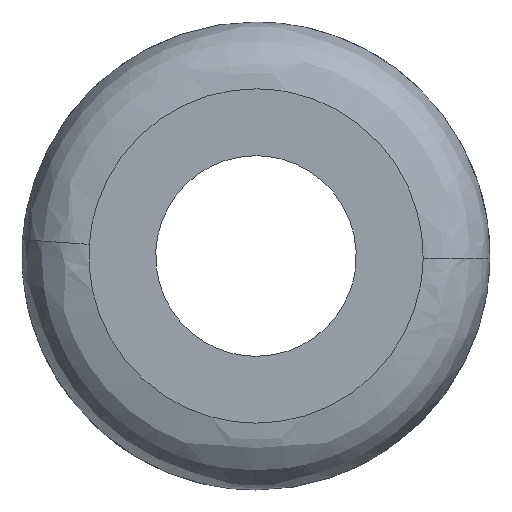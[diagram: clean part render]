
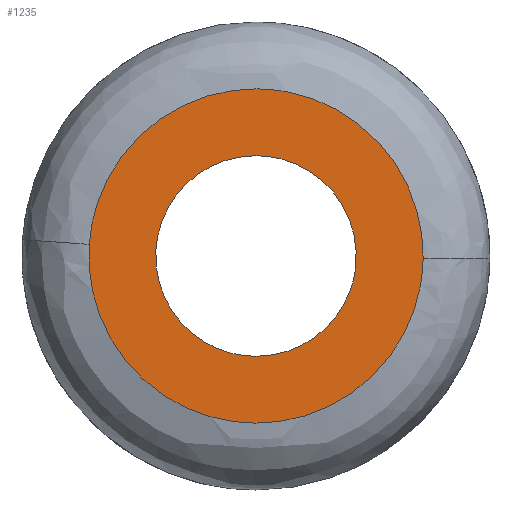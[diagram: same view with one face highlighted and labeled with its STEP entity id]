
A CAD part, front view. The second image highlights one B-rep face of the part: STEP entity #1235.
In plain terms, the highlighted free-form (B-spline) face has degree [1, 1] with [2, 2] control points.
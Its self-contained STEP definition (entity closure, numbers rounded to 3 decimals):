
#707=CARTESIAN_POINT('',(1.49,0.,-0.177));
#708=VERTEX_POINT('',#707);
#714=CARTESIAN_POINT('',(0.0,0.,1.5));
#715=VERTEX_POINT('',#714);
#716=CARTESIAN_POINT('',(1.49,0.,-0.177));
#717=CARTESIAN_POINT('',(1.5,0.,-0.089));
#718=CARTESIAN_POINT('',(1.5,0.,0.));
#719=CARTESIAN_POINT('',(1.5,0.,1.5));
#720=CARTESIAN_POINT('',(0.0,0.,1.5));
#728=(BOUNDED_CURVE()B_SPLINE_CURVE(2,(#716,#717,#718,#719,#720),.UNSPECIFIED.,.F.,.U.)B_SPLINE_CURVE_WITH_KNOTS((3,2,3),(0.23,0.25,0.5),.UNSPECIFIED.)CURVE()GEOMETRIC_REPRESENTATION_ITEM()RATIONAL_B_SPLINE_CURVE((0.956,0.976,1.0,0.707,1.0))REPRESENTATION_ITEM(''));
#729=EDGE_CURVE('',#708,#715,#728,.T.);
#731=CARTESIAN_POINT('',(-1.497,0.,0.092));
#732=VERTEX_POINT('',#731);
#733=CARTESIAN_POINT('',(0.0,0.,1.5));
#734=CARTESIAN_POINT('',(-1.411,0.,1.5));
#735=CARTESIAN_POINT('',(-1.497,0.,0.092));
#743=(BOUNDED_CURVE()B_SPLINE_CURVE(2,(#733,#734,#735),.UNSPECIFIED.,.F.,.U.)B_SPLINE_CURVE_WITH_KNOTS((3,3),(0.5,0.739),.UNSPECIFIED.)CURVE()GEOMETRIC_REPRESENTATION_ITEM()RATIONAL_B_SPLINE_CURVE((1.0,0.72,0.976))REPRESENTATION_ITEM(''));
#744=EDGE_CURVE('',#715,#732,#743,.T.);
#818=CARTESIAN_POINT('',(0.0,0.,-1.5));
#819=VERTEX_POINT('',#818);
#820=CARTESIAN_POINT('',(-1.497,0.,0.092));
#821=CARTESIAN_POINT('',(-1.5,0.,0.046));
#822=CARTESIAN_POINT('',(-1.5,0.,0.));
#823=CARTESIAN_POINT('',(-1.5,0.,-1.5));
#824=CARTESIAN_POINT('',(0.0,0.,-1.5));
#832=(BOUNDED_CURVE()B_SPLINE_CURVE(2,(#820,#821,#822,#823,#824),.UNSPECIFIED.,.F.,.U.)B_SPLINE_CURVE_WITH_KNOTS((3,2,3),(0.739,0.75,1.0),.UNSPECIFIED.)CURVE()GEOMETRIC_REPRESENTATION_ITEM()RATIONAL_B_SPLINE_CURVE((0.976,0.988,1.0,0.707,1.0))REPRESENTATION_ITEM(''));
#833=EDGE_CURVE('',#732,#819,#832,.T.);
#835=CARTESIAN_POINT('',(0.0,0.,-1.5));
#836=CARTESIAN_POINT('',(1.332,0.,-1.5));
#837=CARTESIAN_POINT('',(1.49,0.,-0.177));
#845=(BOUNDED_CURVE()B_SPLINE_CURVE(2,(#835,#836,#837),.UNSPECIFIED.,.F.,.U.)B_SPLINE_CURVE_WITH_KNOTS((3,3),(0.0,0.23),.UNSPECIFIED.)CURVE()GEOMETRIC_REPRESENTATION_ITEM()RATIONAL_B_SPLINE_CURVE((1.0,0.731,0.956))REPRESENTATION_ITEM(''));
#846=EDGE_CURVE('',#819,#708,#845,.T.);
#1041=CARTESIAN_POINT('',(2.5,0.,-0.031));
#1042=VERTEX_POINT('',#1041);
#1056=CARTESIAN_POINT('',(0.0,0.,-2.5));
#1057=VERTEX_POINT('',#1056);
#1058=CARTESIAN_POINT('',(0.0,0.,-2.5));
#1059=CARTESIAN_POINT('',(2.469,0.,-2.5));
#1060=CARTESIAN_POINT('',(2.5,0.,-0.031));
#1068=(BOUNDED_CURVE()B_SPLINE_CURVE(2,(#1058,#1059,#1060),.UNSPECIFIED.,.F.,.U.)B_SPLINE_CURVE_WITH_KNOTS((3,3),(0.0,0.248),.UNSPECIFIED.)CURVE()GEOMETRIC_REPRESENTATION_ITEM()RATIONAL_B_SPLINE_CURVE((1.0,0.71,0.995))REPRESENTATION_ITEM(''));
#1069=EDGE_CURVE('',#1057,#1042,#1068,.T.);
#1071=CARTESIAN_POINT('',(-2.494,0.,0.174));
#1072=VERTEX_POINT('',#1071);
#1073=CARTESIAN_POINT('',(-2.494,0.,0.174));
#1074=CARTESIAN_POINT('',(-2.5,0.,0.087));
#1075=CARTESIAN_POINT('',(-2.5,0.,0.));
#1076=CARTESIAN_POINT('',(-2.5,0.,-2.5));
#1077=CARTESIAN_POINT('',(0.0,0.,-2.5));
#1085=(BOUNDED_CURVE()B_SPLINE_CURVE(2,(#1073,#1074,#1075,#1076,#1077),.UNSPECIFIED.,.F.,.U.)B_SPLINE_CURVE_WITH_KNOTS((3,2,3),(0.738,0.75,1.0),.UNSPECIFIED.)CURVE()GEOMETRIC_REPRESENTATION_ITEM()RATIONAL_B_SPLINE_CURVE((0.973,0.986,1.0,0.707,1.0))REPRESENTATION_ITEM(''));
#1086=EDGE_CURVE('',#1072,#1057,#1085,.T.);
#1129=CARTESIAN_POINT('',(0.0,0.,2.5));
#1130=VERTEX_POINT('',#1129);
#1131=CARTESIAN_POINT('',(0.0,0.,2.5));
#1132=CARTESIAN_POINT('',(-2.331,0.,2.5));
#1133=CARTESIAN_POINT('',(-2.494,0.,0.174));
#1141=(BOUNDED_CURVE()B_SPLINE_CURVE(2,(#1131,#1132,#1133),.UNSPECIFIED.,.F.,.U.)B_SPLINE_CURVE_WITH_KNOTS((3,3),(0.5,0.738),.UNSPECIFIED.)CURVE()GEOMETRIC_REPRESENTATION_ITEM()RATIONAL_B_SPLINE_CURVE((1.0,0.721,0.973))REPRESENTATION_ITEM(''));
#1142=EDGE_CURVE('',#1130,#1072,#1141,.T.);
#1144=CARTESIAN_POINT('',(2.5,0.,-0.031));
#1145=CARTESIAN_POINT('',(2.5,0.,-0.016));
#1146=CARTESIAN_POINT('',(2.5,0.,0.));
#1147=CARTESIAN_POINT('',(2.5,0.,2.5));
#1148=CARTESIAN_POINT('',(0.0,0.,2.5));
#1156=(BOUNDED_CURVE()B_SPLINE_CURVE(2,(#1144,#1145,#1146,#1147,#1148),.UNSPECIFIED.,.F.,.U.)B_SPLINE_CURVE_WITH_KNOTS((3,2,3),(0.248,0.25,0.5),.UNSPECIFIED.)CURVE()GEOMETRIC_REPRESENTATION_ITEM()RATIONAL_B_SPLINE_CURVE((0.995,0.997,1.0,0.707,1.0))REPRESENTATION_ITEM(''));
#1157=EDGE_CURVE('',#1042,#1130,#1156,.T.);
#1218=CARTESIAN_POINT('',(-2.749,0.,-2.75));
#1219=CARTESIAN_POINT('',(-2.749,0.,2.75));
#1220=CARTESIAN_POINT('',(2.75,0.,-2.75));
#1221=CARTESIAN_POINT('',(2.75,0.,2.75));
#1222=B_SPLINE_SURFACE_WITH_KNOTS('',1,1,((#1218,#1220),(#1219,#1221)),.UNSPECIFIED.,.F.,.F.,.U.,(2,2),(2,2),(0.0,5.5),(0.0,5.499),.UNSPECIFIED.);
#1223=ORIENTED_EDGE('',*,*,#1069,.T.);
#1224=ORIENTED_EDGE('',*,*,#1157,.T.);
#1225=ORIENTED_EDGE('',*,*,#1142,.T.);
#1226=ORIENTED_EDGE('',*,*,#1086,.T.);
#1227=EDGE_LOOP('',(#1223,#1224,#1225,#1226));
#1228=FACE_OUTER_BOUND('',#1227,.T.);
#1229=ORIENTED_EDGE('',*,*,#744,.F.);
#1230=ORIENTED_EDGE('',*,*,#729,.F.);
#1231=ORIENTED_EDGE('',*,*,#846,.F.);
#1232=ORIENTED_EDGE('',*,*,#833,.F.);
#1233=EDGE_LOOP('',(#1229,#1230,#1231,#1232));
#1234=FACE_BOUND('',#1233,.T.);
#1235=ADVANCED_FACE('',(#1228,#1234),#1222,.F.);
